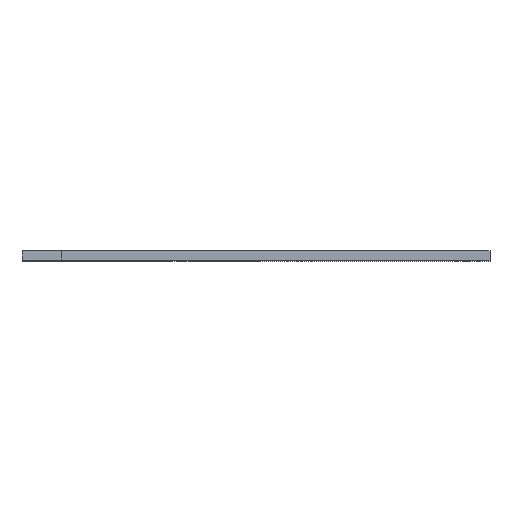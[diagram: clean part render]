
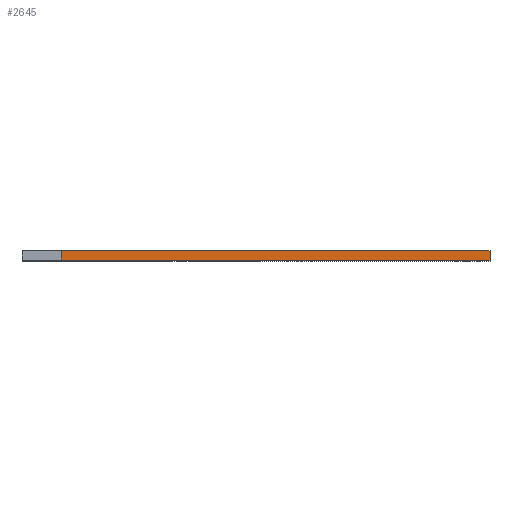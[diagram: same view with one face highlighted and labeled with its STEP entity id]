
A CAD part, top view. The second image highlights one B-rep face of the part: STEP entity #2645.
In plain terms, the highlighted planar face has unit normal (0, 0, 1).
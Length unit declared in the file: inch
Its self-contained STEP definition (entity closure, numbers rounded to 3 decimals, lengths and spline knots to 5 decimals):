
#159 = LINE ( 'NONE', #241, #1784 ) ;
#241 = CARTESIAN_POINT ( 'NONE',  ( -1.25, 0., 2.2305 ) ) ;
#583 = LINE ( 'NONE', #1330, #2694 ) ;
#935 = VECTOR ( 'NONE', #6840, 39.37008 ) ;
#1105 = CARTESIAN_POINT ( 'NONE',  ( -1.5, 0.06, 2.2305 ) ) ;
#1330 = CARTESIAN_POINT ( 'NONE',  ( 1.5, 0.06, 2.2305 ) ) ;
#1784 = VECTOR ( 'NONE', #6592, 39.37008 ) ;
#1817 = EDGE_CURVE ( 'NONE', #3717, #4830, #6427, .T. ) ;
#2051 = ORIENTED_EDGE ( 'NONE', *, *, #4201, .F. ) ;
#2121 = ORIENTED_EDGE ( 'NONE', *, *, #2173, .T. ) ;
#2173 = EDGE_CURVE ( 'NONE', #2187, #6854, #4040, .T. ) ;
#2187 = VERTEX_POINT ( 'NONE', #2789 ) ;
#2645 = ADVANCED_FACE ( 'NONE', ( #4303 ), #5576, .F. ) ;
#2694 = VECTOR ( 'NONE', #3509, 39.37008 ) ;
#2789 = CARTESIAN_POINT ( 'NONE',  ( -1.25, 0., 2.2305 ) ) ;
#3509 = DIRECTION ( 'NONE',  ( 0., -1., 0. ) ) ;
#3717 = VERTEX_POINT ( 'NONE', #6067 ) ;
#3864 = VECTOR ( 'NONE', #6264, 39.37008 ) ;
#4040 = LINE ( 'NONE', #5640, #935 ) ;
#4201 = EDGE_CURVE ( 'NONE', #2187, #3717, #159, .T. ) ;
#4203 = ORIENTED_EDGE ( 'NONE', *, *, #5648, .F. ) ;
#4303 = FACE_OUTER_BOUND ( 'NONE', #4540, .T. ) ;
#4320 = DIRECTION ( 'NONE',  ( -1., 0., 0. ) ) ;
#4380 = CARTESIAN_POINT ( 'NONE',  ( 1.5, 0.06, 2.2305 ) ) ;
#4540 = EDGE_LOOP ( 'NONE', ( #6512, #2051, #2121, #4203 ) ) ;
#4830 = VERTEX_POINT ( 'NONE', #4380 ) ;
#5526 = CARTESIAN_POINT ( 'NONE',  ( -1.5, 0.06, 2.2305 ) ) ;
#5576 = PLANE ( 'NONE',  #6996 ) ;
#5640 = CARTESIAN_POINT ( 'NONE',  ( -1.5, 0., 2.2305 ) ) ;
#5648 = EDGE_CURVE ( 'NONE', #4830, #6854, #583, .T. ) ;
#5743 = CARTESIAN_POINT ( 'NONE',  ( 1.5, 0., 2.2305 ) ) ;
#6067 = CARTESIAN_POINT ( 'NONE',  ( -1.25, 0.06, 2.2305 ) ) ;
#6264 = DIRECTION ( 'NONE',  ( 1., 0., 0. ) ) ;
#6427 = LINE ( 'NONE', #1105, #3864 ) ;
#6512 = ORIENTED_EDGE ( 'NONE', *, *, #1817, .F. ) ;
#6592 = DIRECTION ( 'NONE',  ( 0., 1., 0. ) ) ;
#6840 = DIRECTION ( 'NONE',  ( 1., 0., 0. ) ) ;
#6854 = VERTEX_POINT ( 'NONE', #5743 ) ;
#6996 = AXIS2_PLACEMENT_3D ( 'NONE', #5526, #7198, #4320 ) ;
#7198 = DIRECTION ( 'NONE',  ( 0., 0., -1. ) ) ;
